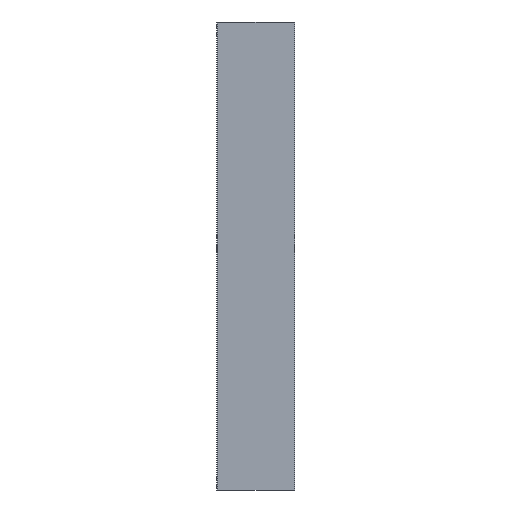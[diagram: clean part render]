
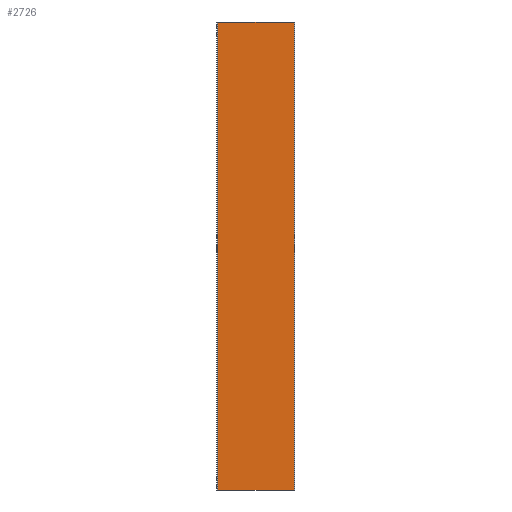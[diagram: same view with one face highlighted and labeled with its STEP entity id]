
A CAD part, front view. The second image highlights one B-rep face of the part: STEP entity #2726.
In plain terms, the highlighted planar face has unit normal (0, -1, 0).
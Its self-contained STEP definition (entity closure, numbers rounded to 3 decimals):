
#61=DIRECTION('',(1.,0.,0.));
#62=VECTOR('',#61,493.);
#63=CARTESIAN_POINT('',(-246.5,-1.5,1500.));
#64=LINE('',#63,#62);
#948=DIRECTION('',(1.,0.,0.));
#949=VECTOR('',#948,493.);
#950=CARTESIAN_POINT('',(-246.5,-1.5,-1500.));
#951=LINE('',#950,#949);
#1010=DIRECTION('',(0.,0.,1.));
#1011=VECTOR('',#1010,3000.);
#1012=CARTESIAN_POINT('',(-246.5,-1.5,-1500.));
#1013=LINE('',#1012,#1011);
#1014=DIRECTION('',(0.,0.,1.));
#1015=VECTOR('',#1014,3000.);
#1016=CARTESIAN_POINT('',(246.5,-1.5,-1500.));
#1017=LINE('',#1016,#1015);
#1048=CARTESIAN_POINT('',(-246.5,-1.5,1500.));
#1049=VERTEX_POINT('',#1048);
#1050=CARTESIAN_POINT('',(246.5,-1.5,1500.));
#1051=VERTEX_POINT('',#1050);
#1208=CARTESIAN_POINT('',(-246.5,-1.5,-1500.));
#1209=VERTEX_POINT('',#1208);
#1210=CARTESIAN_POINT('',(246.5,-1.5,-1500.));
#1211=VERTEX_POINT('',#1210);
#2714=CARTESIAN_POINT('',(-246.5,-1.5,0.));
#2715=DIRECTION('',(0.,-1.,0.));
#2716=DIRECTION('',(1.,0.,0.));
#2717=AXIS2_PLACEMENT_3D('',#2714,#2715,#2716);
#2718=PLANE('',#2717);
#2720=ORIENTED_EDGE('',*,*,#2719,.F.);
#2721=ORIENTED_EDGE('',*,*,#2678,.F.);
#2722=ORIENTED_EDGE('',*,*,#2706,.T.);
#2723=ORIENTED_EDGE('',*,*,#1393,.T.);
#2724=EDGE_LOOP('',(#2720,#2721,#2722,#2723));
#2725=FACE_OUTER_BOUND('',#2724,.F.);
#2726=ADVANCED_FACE('',(#2725),#2718,.T.);
#1393=EDGE_CURVE('',#1049,#1051,#64,.T.);
#2678=EDGE_CURVE('',#1209,#1211,#951,.T.);
#2706=EDGE_CURVE('',#1209,#1049,#1013,.T.);
#2719=EDGE_CURVE('',#1211,#1051,#1017,.T.);
